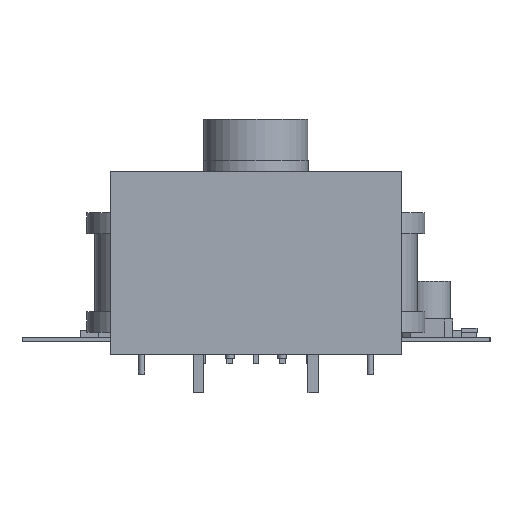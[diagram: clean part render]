
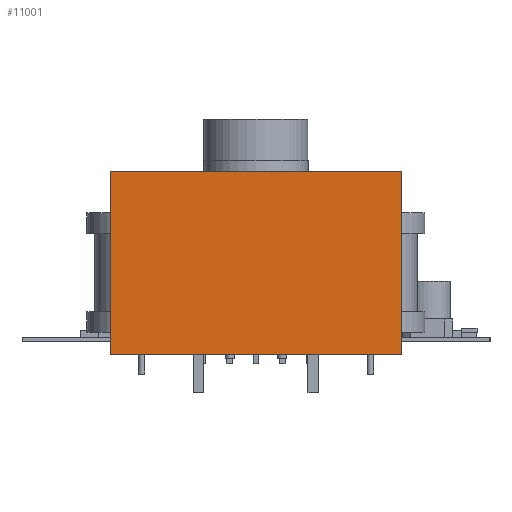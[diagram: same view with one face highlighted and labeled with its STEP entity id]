
A CAD part, left-side view. The second image highlights one B-rep face of the part: STEP entity #11001.
In plain terms, the highlighted planar face has unit normal (-1, 0, 0).
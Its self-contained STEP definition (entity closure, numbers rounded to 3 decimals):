
#10738 = EDGE_CURVE('',#10739,#10741,#10743,.T.);
#10739 = VERTEX_POINT('',#10740);
#10740 = CARTESIAN_POINT('',(-1.25,-14.,0.));
#10741 = VERTEX_POINT('',#10742);
#10742 = CARTESIAN_POINT('',(-1.25,-14.,17.6));
#10743 = SURFACE_CURVE('',#10744,(#10748,#10760),.PCURVE_S1.);
#10744 = LINE('',#10745,#10746);
#10745 = CARTESIAN_POINT('',(-1.25,-14.,0.));
#10746 = VECTOR('',#10747,1.);
#10747 = DIRECTION('',(0.,0.,1.));
#10748 = PCURVE('',#10749,#10754);
#10749 = PLANE('',#10750);
#10750 = AXIS2_PLACEMENT_3D('',#10751,#10752,#10753);
#10751 = CARTESIAN_POINT('',(-1.25,-14.,0.));
#10752 = DIRECTION('',(0.,1.,0.));
#10753 = DIRECTION('',(1.,0.,0.));
#10754 = DEFINITIONAL_REPRESENTATION('',(#10755),#10759);
#10755 = LINE('',#10756,#10757);
#10756 = CARTESIAN_POINT('',(0.,0.));
#10757 = VECTOR('',#10758,1.);
#10758 = DIRECTION('',(0.,-1.));
#10759 = ( GEOMETRIC_REPRESENTATION_CONTEXT(2) 
PARAMETRIC_REPRESENTATION_CONTEXT() REPRESENTATION_CONTEXT('2D SPACE',''
  ) );
#10760 = PCURVE('',#10761,#10766);
#10761 = PLANE('',#10762);
#10762 = AXIS2_PLACEMENT_3D('',#10763,#10764,#10765);
#10763 = CARTESIAN_POINT('',(-1.25,14.,0.));
#10764 = DIRECTION('',(1.,0.,0.));
#10765 = DIRECTION('',(0.,-1.,0.));
#10766 = DEFINITIONAL_REPRESENTATION('',(#10767),#10771);
#10767 = LINE('',#10768,#10769);
#10768 = CARTESIAN_POINT('',(28.,0.));
#10769 = VECTOR('',#10770,1.);
#10770 = DIRECTION('',(0.,-1.));
#10771 = ( GEOMETRIC_REPRESENTATION_CONTEXT(2) 
PARAMETRIC_REPRESENTATION_CONTEXT() REPRESENTATION_CONTEXT('2D SPACE',''
  ) );
#10789 = PLANE('',#10790);
#10790 = AXIS2_PLACEMENT_3D('',#10791,#10792,#10793);
#10791 = CARTESIAN_POINT('',(-1.25,-14.,17.6));
#10792 = DIRECTION('',(0.,0.,-1.));
#10793 = DIRECTION('',(-1.,0.,0.));
#10843 = PLANE('',#10844);
#10844 = AXIS2_PLACEMENT_3D('',#10845,#10846,#10847);
#10845 = CARTESIAN_POINT('',(-1.25,-14.,0.));
#10846 = DIRECTION('',(0.,0.,-1.));
#10847 = DIRECTION('',(-1.,0.,0.));
#10898 = PLANE('',#10899);
#10899 = AXIS2_PLACEMENT_3D('',#10900,#10901,#10902);
#10900 = CARTESIAN_POINT('',(1.25,14.,0.));
#10901 = DIRECTION('',(0.,-1.,0.));
#10902 = DIRECTION('',(-1.,0.,0.));
#10936 = VERTEX_POINT('',#10937);
#10937 = CARTESIAN_POINT('',(-1.25,14.,17.6));
#10958 = EDGE_CURVE('',#10959,#10936,#10961,.T.);
#10959 = VERTEX_POINT('',#10960);
#10960 = CARTESIAN_POINT('',(-1.25,14.,0.));
#10961 = SURFACE_CURVE('',#10962,(#10966,#10973),.PCURVE_S1.);
#10962 = LINE('',#10963,#10964);
#10963 = CARTESIAN_POINT('',(-1.25,14.,0.));
#10964 = VECTOR('',#10965,1.);
#10965 = DIRECTION('',(0.,0.,1.));
#10966 = PCURVE('',#10898,#10967);
#10967 = DEFINITIONAL_REPRESENTATION('',(#10968),#10972);
#10968 = LINE('',#10969,#10970);
#10969 = CARTESIAN_POINT('',(2.5,0.));
#10970 = VECTOR('',#10971,1.);
#10971 = DIRECTION('',(0.,-1.));
#10972 = ( GEOMETRIC_REPRESENTATION_CONTEXT(2) 
PARAMETRIC_REPRESENTATION_CONTEXT() REPRESENTATION_CONTEXT('2D SPACE',''
  ) );
#10973 = PCURVE('',#10761,#10974);
#10974 = DEFINITIONAL_REPRESENTATION('',(#10975),#10979);
#10975 = LINE('',#10976,#10977);
#10976 = CARTESIAN_POINT('',(0.,0.));
#10977 = VECTOR('',#10978,1.);
#10978 = DIRECTION('',(0.,-1.));
#10979 = ( GEOMETRIC_REPRESENTATION_CONTEXT(2) 
PARAMETRIC_REPRESENTATION_CONTEXT() REPRESENTATION_CONTEXT('2D SPACE',''
  ) );
#11001 = ADVANCED_FACE('',(#11002),#10761,.F.);
#11002 = FACE_BOUND('',#11003,.F.);
#11003 = EDGE_LOOP('',(#11004,#11005,#11026,#11027));
#11004 = ORIENTED_EDGE('',*,*,#10958,.T.);
#11005 = ORIENTED_EDGE('',*,*,#11006,.T.);
#11006 = EDGE_CURVE('',#10936,#10741,#11007,.T.);
#11007 = SURFACE_CURVE('',#11008,(#11012,#11019),.PCURVE_S1.);
#11008 = LINE('',#11009,#11010);
#11009 = CARTESIAN_POINT('',(-1.25,14.,17.6));
#11010 = VECTOR('',#11011,1.);
#11011 = DIRECTION('',(0.,-1.,0.));
#11012 = PCURVE('',#10761,#11013);
#11013 = DEFINITIONAL_REPRESENTATION('',(#11014),#11018);
#11014 = LINE('',#11015,#11016);
#11015 = CARTESIAN_POINT('',(0.,-17.6));
#11016 = VECTOR('',#11017,1.);
#11017 = DIRECTION('',(1.,0.));
#11018 = ( GEOMETRIC_REPRESENTATION_CONTEXT(2) 
PARAMETRIC_REPRESENTATION_CONTEXT() REPRESENTATION_CONTEXT('2D SPACE',''
  ) );
#11019 = PCURVE('',#10789,#11020);
#11020 = DEFINITIONAL_REPRESENTATION('',(#11021),#11025);
#11021 = LINE('',#11022,#11023);
#11022 = CARTESIAN_POINT('',(0.,28.));
#11023 = VECTOR('',#11024,1.);
#11024 = DIRECTION('',(0.,-1.));
#11025 = ( GEOMETRIC_REPRESENTATION_CONTEXT(2) 
PARAMETRIC_REPRESENTATION_CONTEXT() REPRESENTATION_CONTEXT('2D SPACE',''
  ) );
#11026 = ORIENTED_EDGE('',*,*,#10738,.F.);
#11027 = ORIENTED_EDGE('',*,*,#11028,.F.);
#11028 = EDGE_CURVE('',#10959,#10739,#11029,.T.);
#11029 = SURFACE_CURVE('',#11030,(#11034,#11041),.PCURVE_S1.);
#11030 = LINE('',#11031,#11032);
#11031 = CARTESIAN_POINT('',(-1.25,14.,0.));
#11032 = VECTOR('',#11033,1.);
#11033 = DIRECTION('',(0.,-1.,0.));
#11034 = PCURVE('',#10761,#11035);
#11035 = DEFINITIONAL_REPRESENTATION('',(#11036),#11040);
#11036 = LINE('',#11037,#11038);
#11037 = CARTESIAN_POINT('',(0.,0.));
#11038 = VECTOR('',#11039,1.);
#11039 = DIRECTION('',(1.,0.));
#11040 = ( GEOMETRIC_REPRESENTATION_CONTEXT(2) 
PARAMETRIC_REPRESENTATION_CONTEXT() REPRESENTATION_CONTEXT('2D SPACE',''
  ) );
#11041 = PCURVE('',#10843,#11042);
#11042 = DEFINITIONAL_REPRESENTATION('',(#11043),#11047);
#11043 = LINE('',#11044,#11045);
#11044 = CARTESIAN_POINT('',(0.,28.));
#11045 = VECTOR('',#11046,1.);
#11046 = DIRECTION('',(0.,-1.));
#11047 = ( GEOMETRIC_REPRESENTATION_CONTEXT(2) 
PARAMETRIC_REPRESENTATION_CONTEXT() REPRESENTATION_CONTEXT('2D SPACE',''
  ) );
